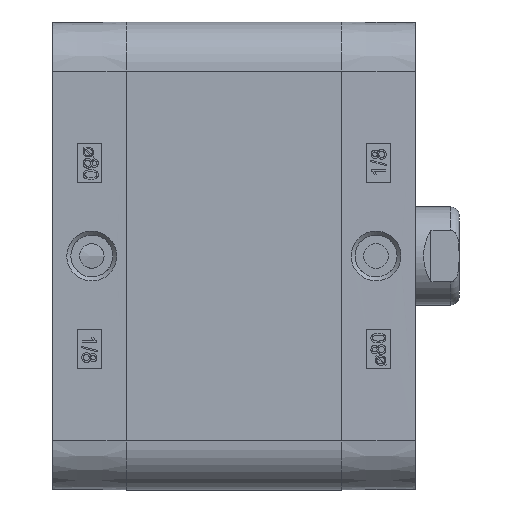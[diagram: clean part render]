
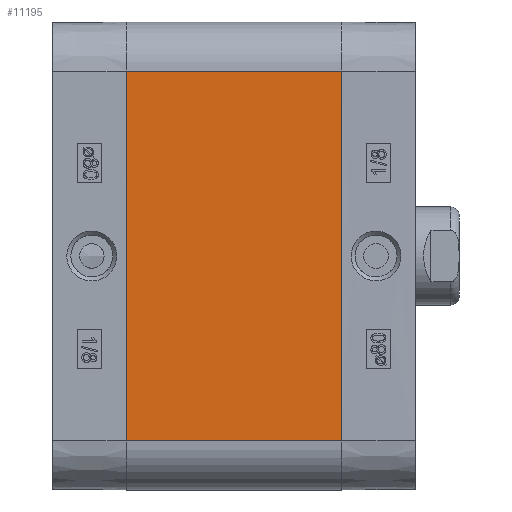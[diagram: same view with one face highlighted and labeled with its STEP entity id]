
A CAD part, left-side view. The second image highlights one B-rep face of the part: STEP entity #11195.
In plain terms, the highlighted planar face has unit normal (-1, 0, 0).
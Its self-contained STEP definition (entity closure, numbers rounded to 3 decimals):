
#5578=CARTESIAN_POINT('',(-47.75,-44.0,37.75));
#5579=VERTEX_POINT('',#5578);
#5586=CARTESIAN_POINT('',(-47.75,-44.0,-37.75));
#5587=VERTEX_POINT('',#5586);
#5588=CARTESIAN_POINT('',(-47.75,-44.0,-37.75));
#5589=DIRECTION('',(0.0,0.0,1.0));
#5590=VECTOR('',#5589,75.5);
#5591=LINE('',#5588,#5590);
#5592=EDGE_CURVE('',#5587,#5579,#5591,.T.);
#11153=CARTESIAN_POINT('',(-47.75,0.0,-37.75));
#11154=VERTEX_POINT('',#11153);
#11155=CARTESIAN_POINT('',(-47.75,0.0,-37.75));
#11156=DIRECTION('',(0.0,-1.0,0.0));
#11157=VECTOR('',#11156,44.0);
#11158=LINE('',#11155,#11157);
#11159=EDGE_CURVE('',#11154,#5587,#11158,.T.);
#11172=CARTESIAN_POINT('',(-47.75,0.0,-37.75));
#11173=DIRECTION('',(-1.0,0.0,0.0));
#11174=DIRECTION('',(0.0,0.0,1.0));
#11175=AXIS2_PLACEMENT_3D('',#11172,#11173,#11174);
#11176=PLANE('',#11175);
#11177=ORIENTED_EDGE('',*,*,#5592,.T.);
#11178=CARTESIAN_POINT('',(-47.75,0.0,37.75));
#11179=VERTEX_POINT('',#11178);
#11180=CARTESIAN_POINT('',(-47.75,0.0,37.75));
#11181=DIRECTION('',(0.0,-1.0,0.0));
#11182=VECTOR('',#11181,44.0);
#11183=LINE('',#11180,#11182);
#11184=EDGE_CURVE('',#11179,#5579,#11183,.T.);
#11185=ORIENTED_EDGE('',*,*,#11184,.F.);
#11186=CARTESIAN_POINT('',(-47.75,0.0,-37.75));
#11187=DIRECTION('',(0.0,0.0,1.0));
#11188=VECTOR('',#11187,75.5);
#11189=LINE('',#11186,#11188);
#11190=EDGE_CURVE('',#11154,#11179,#11189,.T.);
#11191=ORIENTED_EDGE('',*,*,#11190,.F.);
#11192=ORIENTED_EDGE('',*,*,#11159,.T.);
#11193=EDGE_LOOP('',(#11177,#11185,#11191,#11192));
#11194=FACE_OUTER_BOUND('',#11193,.T.);
#11195=ADVANCED_FACE('',(#11194),#11176,.T.);
